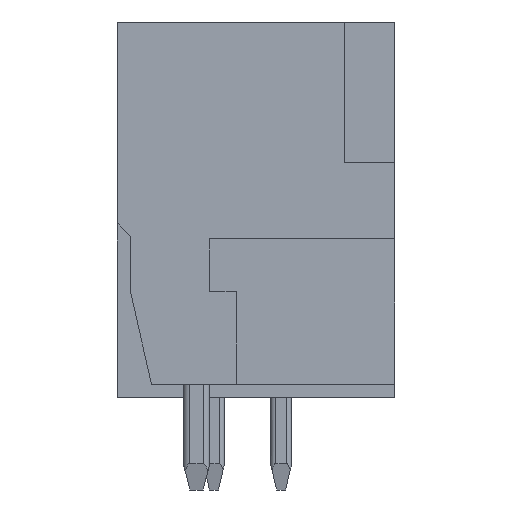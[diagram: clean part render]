
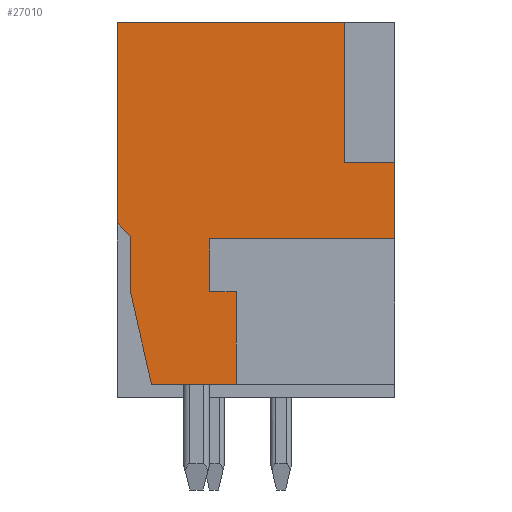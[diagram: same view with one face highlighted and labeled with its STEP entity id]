
A CAD part, front view. The second image highlights one B-rep face of the part: STEP entity #27010.
In plain terms, the highlighted planar face has unit normal (0, -1, 0).
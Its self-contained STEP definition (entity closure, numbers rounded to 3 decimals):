
#19=DIRECTION('',(1.,0.,0.));
#20=VECTOR('',#19,7.);
#21=CARTESIAN_POINT('',(-1.75,-55.85,-1.1));
#22=LINE('',#21,#20);
#546=DIRECTION('',(0.223,0.,-0.975));
#547=VECTOR('',#546,3.59);
#548=CARTESIAN_POINT('',(-4.75,-55.85,-3.1));
#549=LINE('',#548,#547);
#550=DIRECTION('',(0.,0.,1.));
#551=VECTOR('',#550,2.1);
#552=CARTESIAN_POINT('',(-4.75,-55.85,-3.1));
#553=LINE('',#552,#551);
#554=DIRECTION('',(0.707,0.,-0.707));
#555=VECTOR('',#554,0.707);
#556=CARTESIAN_POINT('',(-5.25,-55.85,-0.5));
#557=LINE('',#556,#555);
#558=DIRECTION('',(0.,0.,-1.));
#559=VECTOR('',#558,7.6);
#560=CARTESIAN_POINT('',(-5.25,-55.85,7.1));
#561=LINE('',#560,#559);
#562=DIRECTION('',(-1.,0.,0.));
#563=VECTOR('',#562,8.6);
#564=CARTESIAN_POINT('',(3.35,-55.85,7.1));
#565=LINE('',#564,#563);
#566=DIRECTION('',(0.,0.,-1.));
#567=VECTOR('',#566,5.3);
#568=CARTESIAN_POINT('',(3.35,-55.85,7.1));
#569=LINE('',#568,#567);
#570=DIRECTION('',(-1.,0.,0.));
#571=VECTOR('',#570,1.9);
#572=CARTESIAN_POINT('',(5.25,-55.85,1.8));
#573=LINE('',#572,#571);
#574=DIRECTION('',(0.,0.,1.));
#575=VECTOR('',#574,2.9);
#576=CARTESIAN_POINT('',(5.25,-55.85,-1.1));
#577=LINE('',#576,#575);
#578=DIRECTION('',(0.,0.,-1.));
#579=VECTOR('',#578,2.);
#580=CARTESIAN_POINT('',(-1.75,-55.85,-1.1));
#581=LINE('',#580,#579);
#582=DIRECTION('',(1.,0.,0.));
#583=VECTOR('',#582,1.);
#584=CARTESIAN_POINT('',(-1.75,-55.85,-3.1));
#585=LINE('',#584,#583);
#586=DIRECTION('',(0.,0.,1.));
#587=VECTOR('',#586,3.5);
#588=CARTESIAN_POINT('',(-0.75,-55.85,-6.6));
#589=LINE('',#588,#587);
#590=DIRECTION('',(1.,0.,0.));
#591=VECTOR('',#590,3.2);
#592=CARTESIAN_POINT('',(-3.95,-55.85,-6.6));
#593=LINE('',#592,#591);
#21115=CARTESIAN_POINT('',(-5.25,-55.85,7.1));
#21117=VERTEX_POINT('',#21115);
#21145=CARTESIAN_POINT('',(3.35,-55.85,7.1));
#21146=VERTEX_POINT('',#21145);
#21147=CARTESIAN_POINT('',(5.25,-55.85,1.8));
#21149=VERTEX_POINT('',#21147);
#21157=CARTESIAN_POINT('',(3.35,-55.85,1.8));
#21158=VERTEX_POINT('',#21157);
#21197=CARTESIAN_POINT('',(5.25,-55.85,-1.1));
#21198=VERTEX_POINT('',#21197);
#21203=CARTESIAN_POINT('',(-1.75,-55.85,-3.1));
#21204=CARTESIAN_POINT('',(-0.75,-55.85,-3.1));
#21205=VERTEX_POINT('',#21203);
#21206=VERTEX_POINT('',#21204);
#21209=CARTESIAN_POINT('',(-0.75,-55.85,-6.6));
#21210=VERTEX_POINT('',#21209);
#21211=CARTESIAN_POINT('',(-1.75,-55.85,-1.1));
#21212=VERTEX_POINT('',#21211);
#21215=CARTESIAN_POINT('',(-5.25,-55.85,-0.5));
#21216=CARTESIAN_POINT('',(-4.75,-55.85,-1.));
#21217=VERTEX_POINT('',#21215);
#21218=VERTEX_POINT('',#21216);
#21231=CARTESIAN_POINT('',(-4.75,-55.85,-3.1));
#21232=CARTESIAN_POINT('',(-3.95,-55.85,-6.6));
#21233=VERTEX_POINT('',#21231);
#21234=VERTEX_POINT('',#21232);
#26982=CARTESIAN_POINT('',(0.,-55.85,0.));
#26983=DIRECTION('',(0.,-1.,0.));
#26984=DIRECTION('',(1.,0.,0.));
#26985=AXIS2_PLACEMENT_3D('',#26982,#26983,#26984);
#26986=PLANE('',#26985);
#26988=ORIENTED_EDGE('',*,*,#26987,.F.);
#26990=ORIENTED_EDGE('',*,*,#26989,.T.);
#26992=ORIENTED_EDGE('',*,*,#26991,.F.);
#26994=ORIENTED_EDGE('',*,*,#26993,.F.);
#26996=ORIENTED_EDGE('',*,*,#26995,.F.);
#26998=ORIENTED_EDGE('',*,*,#26997,.T.);
#27000=ORIENTED_EDGE('',*,*,#26999,.F.);
#27002=ORIENTED_EDGE('',*,*,#27001,.F.);
#27003=ORIENTED_EDGE('',*,*,#26354,.F.);
#27004=ORIENTED_EDGE('',*,*,#26383,.T.);
#27005=ORIENTED_EDGE('',*,*,#26977,.T.);
#27006=ORIENTED_EDGE('',*,*,#26964,.F.);
#27007=ORIENTED_EDGE('',*,*,#26546,.F.);
#27008=EDGE_LOOP('',(#26988,#26990,#26992,#26994,#26996,#26998,#27000,#27002,
#27003,#27004,#27005,#27006,#27007));
#27009=FACE_OUTER_BOUND('',#27008,.F.);
#27010=ADVANCED_FACE('',(#27009),#26986,.T.);
#26354=EDGE_CURVE('',#21212,#21198,#22,.T.);
#26383=EDGE_CURVE('',#21212,#21205,#581,.T.);
#26546=EDGE_CURVE('',#21234,#21210,#593,.T.);
#26964=EDGE_CURVE('',#21210,#21206,#589,.T.);
#26977=EDGE_CURVE('',#21205,#21206,#585,.T.);
#26987=EDGE_CURVE('',#21233,#21234,#549,.T.);
#26989=EDGE_CURVE('',#21233,#21218,#553,.T.);
#26991=EDGE_CURVE('',#21217,#21218,#557,.T.);
#26993=EDGE_CURVE('',#21117,#21217,#561,.T.);
#26995=EDGE_CURVE('',#21146,#21117,#565,.T.);
#26997=EDGE_CURVE('',#21146,#21158,#569,.T.);
#26999=EDGE_CURVE('',#21149,#21158,#573,.T.);
#27001=EDGE_CURVE('',#21198,#21149,#577,.T.);
